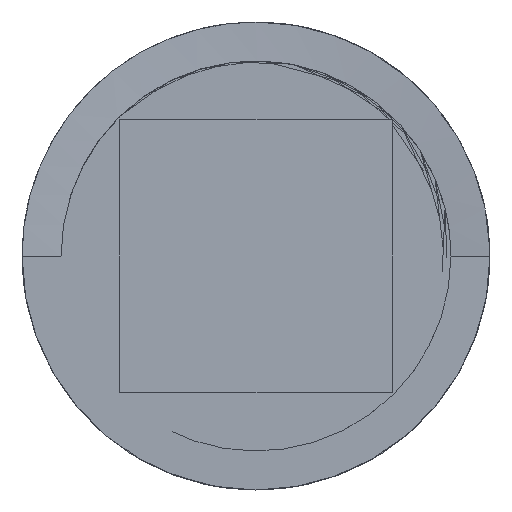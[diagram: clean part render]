
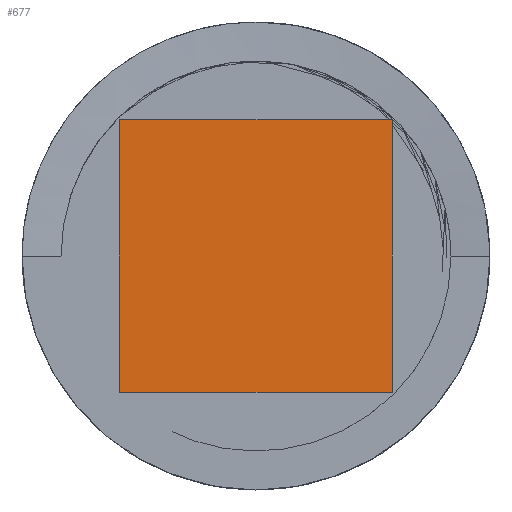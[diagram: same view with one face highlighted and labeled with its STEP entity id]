
A CAD part, left-side view. The second image highlights one B-rep face of the part: STEP entity #677.
In plain terms, the highlighted planar face has unit normal (-1, 0, 0).
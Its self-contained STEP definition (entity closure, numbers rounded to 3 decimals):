
#167 = VECTOR ( 'NONE', #4377, 1000. ) ;
#677 = ADVANCED_FACE ( 'NONE', ( #1348 ), #9840, .F. ) ;
#1348 = FACE_OUTER_BOUND ( 'NONE', #3794, .T. ) ;
#1763 = DIRECTION ( 'NONE',  ( 0., 0., -1. ) ) ;
#1844 = CARTESIAN_POINT ( 'NONE',  ( -20., -3.5, -3.5 ) ) ;
#2204 = DIRECTION ( 'NONE',  ( 0., 0., -1. ) ) ;
#2260 = DIRECTION ( 'NONE',  ( 1., 0., 0. ) ) ;
#2619 = LINE ( 'NONE', #6047, #8468 ) ;
#2798 = LINE ( 'NONE', #6169, #5262 ) ;
#2829 = EDGE_CURVE ( 'NONE', #9988, #6985, #3013, .T. ) ;
#2984 = ORIENTED_EDGE ( 'NONE', *, *, #8068, .T. ) ;
#2992 = CARTESIAN_POINT ( 'NONE',  ( -20., 0., 0. ) ) ;
#3013 = LINE ( 'NONE', #1844, #167 ) ;
#3333 = CARTESIAN_POINT ( 'NONE',  ( -20., 3.5, -3.5 ) ) ;
#3469 = ORIENTED_EDGE ( 'NONE', *, *, #7606, .T. ) ;
#3794 = EDGE_LOOP ( 'NONE', ( #5175, #2984, #10728, #3469 ) ) ;
#3902 = DIRECTION ( 'NONE',  ( 0., 1., 0. ) ) ;
#4273 = CARTESIAN_POINT ( 'NONE',  ( -20., -3.5, -3.5 ) ) ;
#4377 = DIRECTION ( 'NONE',  ( 0., -1., 0. ) ) ;
#5123 = VERTEX_POINT ( 'NONE', #9234 ) ;
#5175 = ORIENTED_EDGE ( 'NONE', *, *, #6529, .T. ) ;
#5262 = VECTOR ( 'NONE', #8860, 1000. ) ;
#5760 = CARTESIAN_POINT ( 'NONE',  ( -20., 3.5, 3.5 ) ) ;
#6047 = CARTESIAN_POINT ( 'NONE',  ( -20., 3.5, -3.5 ) ) ;
#6169 = CARTESIAN_POINT ( 'NONE',  ( -20., -3.5, -3.5 ) ) ;
#6529 = EDGE_CURVE ( 'NONE', #5123, #9432, #10569, .T. ) ;
#6985 = VERTEX_POINT ( 'NONE', #4273 ) ;
#7606 = EDGE_CURVE ( 'NONE', #6985, #5123, #2798, .T. ) ;
#7990 = AXIS2_PLACEMENT_3D ( 'NONE', #2992, #2260, #2204 ) ;
#8068 = EDGE_CURVE ( 'NONE', #9432, #9988, #2619, .T. ) ;
#8163 = CARTESIAN_POINT ( 'NONE',  ( -20., -3.5, 3.5 ) ) ;
#8468 = VECTOR ( 'NONE', #1763, 1000. ) ;
#8860 = DIRECTION ( 'NONE',  ( 0., 0., 1. ) ) ;
#9234 = CARTESIAN_POINT ( 'NONE',  ( -20., -3.5, 3.5 ) ) ;
#9432 = VERTEX_POINT ( 'NONE', #5760 ) ;
#9538 = VECTOR ( 'NONE', #3902, 1000. ) ;
#9840 = PLANE ( 'NONE',  #7990 ) ;
#9988 = VERTEX_POINT ( 'NONE', #3333 ) ;
#10569 = LINE ( 'NONE', #8163, #9538 ) ;
#10728 = ORIENTED_EDGE ( 'NONE', *, *, #2829, .T. ) ;
